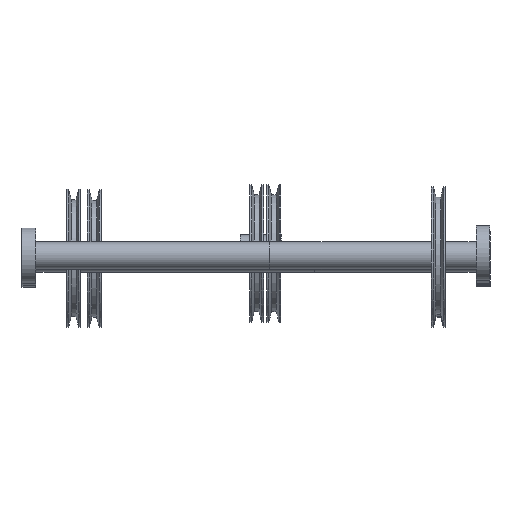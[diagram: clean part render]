
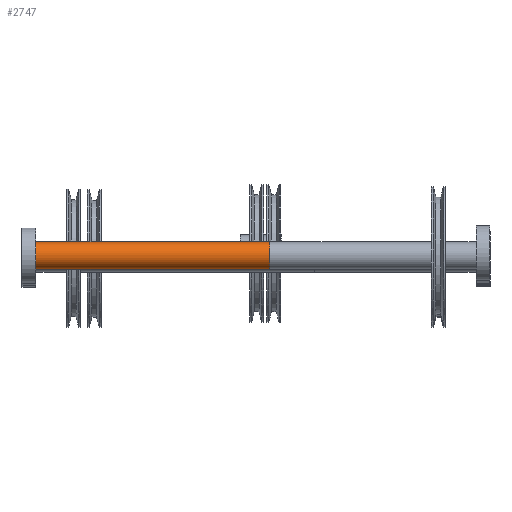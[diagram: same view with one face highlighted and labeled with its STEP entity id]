
A CAD part, left-side view. The second image highlights one B-rep face of the part: STEP entity #2747.
In plain terms, the highlighted cylindrical face has radius 2 mm (diameter 4 mm), a full revolution.
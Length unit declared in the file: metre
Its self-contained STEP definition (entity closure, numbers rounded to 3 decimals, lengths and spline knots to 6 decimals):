
#324=ORIENTED_EDGE('',*,*,#886,.F.);
#325=ORIENTED_EDGE('',*,*,#887,.T.);
#886=EDGE_CURVE('',#1174,#1174,#1438,.T.);
#887=EDGE_CURVE('',#1175,#1175,#1439,.T.);
#1174=VERTEX_POINT('',#4599);
#1175=VERTEX_POINT('',#4601);
#1438=CIRCLE('',#3099,0.002);
#1439=CIRCLE('',#3100,0.002);
#1694=EDGE_LOOP('',(#324));
#1695=EDGE_LOOP('',(#325));
#2170=FACE_BOUND('',#1694,.T.);
#2171=FACE_BOUND('',#1695,.T.);
#2625=CYLINDRICAL_SURFACE('',#3098,0.002);
#2747=ADVANCED_FACE('',(#2170,#2171),#2625,.T.);
#3098=AXIS2_PLACEMENT_3D('',#4597,#3612,#3613);
#3099=AXIS2_PLACEMENT_3D('',#4598,#3614,#3615);
#3100=AXIS2_PLACEMENT_3D('',#4600,#3616,#3617);
#3612=DIRECTION('',(0.,0.,-1.));
#3613=DIRECTION('',(-1.,0.,0.));
#3614=DIRECTION('',(0.,0.,1.));
#3615=DIRECTION('',(1.,0.,0.));
#3616=DIRECTION('',(0.,0.,1.));
#3617=DIRECTION('',(1.,0.,0.));
#4597=CARTESIAN_POINT('',(0.,0.,0.034));
#4598=CARTESIAN_POINT('',(0.,0.,0.034));
#4599=CARTESIAN_POINT('',(0.002,0.,0.034));
#4600=CARTESIAN_POINT('',(0.,0.,0.));
#4601=CARTESIAN_POINT('',(0.002,0.,0.));
